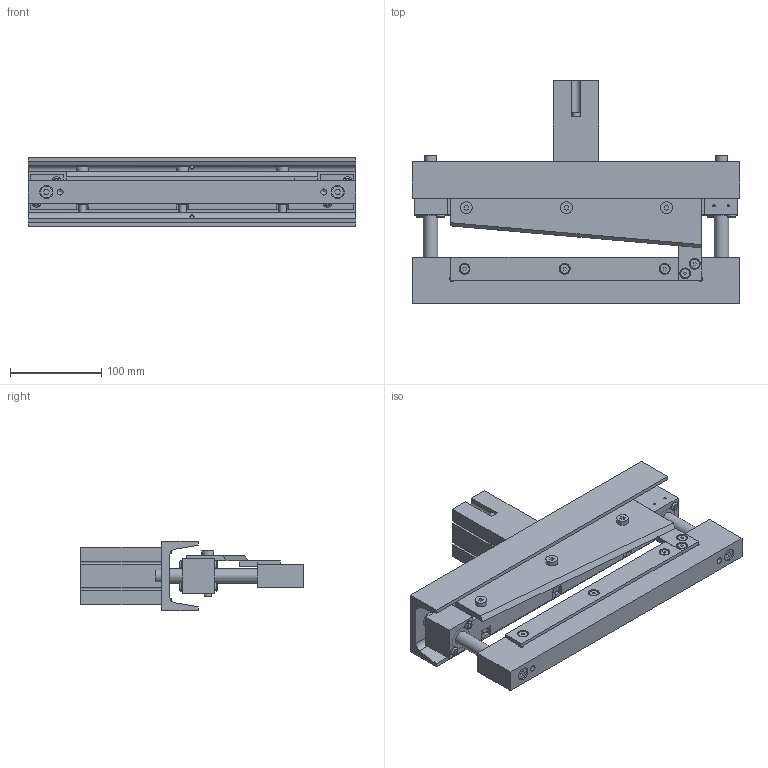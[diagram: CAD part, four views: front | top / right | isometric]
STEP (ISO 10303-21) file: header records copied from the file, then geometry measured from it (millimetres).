
FILE_DESCRIPTION(/* description */ (''),/* implementation_level */ '2;1');
FILE_NAME(/* name */ 'GC250.stp',/* time_stamp */ '2018-01-17T16:37:51-05:00',/* author */ ('ppanana'),/* organization */ (''),/* preprocessor_version */ 'ST-DEVELOPER v16.1',/* originating_system */ 'Autodesk Inventor 2016',/* authorisation */ '');
FILE_SCHEMA (('CONFIG_CONTROL_DESIGN'));
Products named in the file (1): GC250 SOLID MODEL
Bounding box: 360 x 244.94 x 76.2 mm (x, y, z)
Surface area: 370057.4 mm2 (no closed solid volume)
Topology: 0 solids, 43 shells, 911 faces, 2157 edges, 1402 vertices
Faces by surface type: plane 463, bspline 189, cylinder 182, cone 69, torus 8
Full cylindrical faces by diameter (mm): 2.459 x2, 4.134 x15, 5 x15, 5.6 x9, 6.647 x9, 8 x7, 8.376 x2, 8.484 x3, 8.5 x8, 8.611 x2, 9 x4, 9.5 x8, 10 x6, 12.62 x3, 12.7 x3, 13 x7, 14.3 x4, 16 x9, 20 x1, 26 x4
Entity records: 40761 total; most frequent: CARTESIAN_POINT 20725, ORIENTED_EDGE 3824, DIRECTION 3356, EDGE_CURVE 1912, VERTEX_POINT 1354, EDGE_LOOP 1244, LINE 1150, VECTOR 1150
